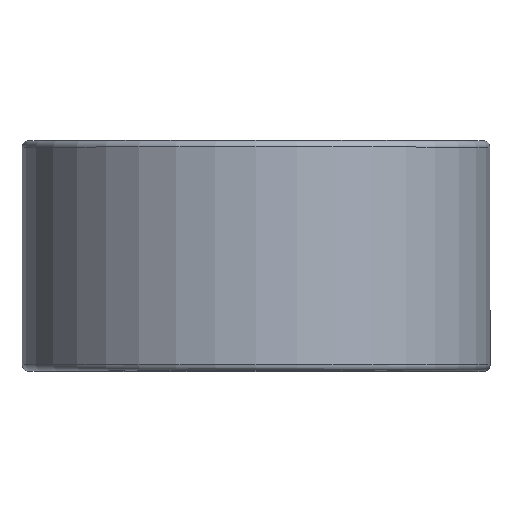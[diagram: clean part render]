
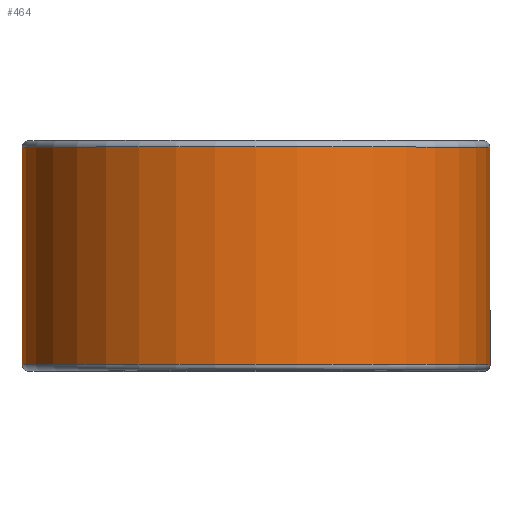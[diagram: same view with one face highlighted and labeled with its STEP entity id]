
A CAD part, top view. The second image highlights one B-rep face of the part: STEP entity #464.
In plain terms, the highlighted cylindrical face has radius 27.407 mm (diameter 54.813 mm), a partial arc.
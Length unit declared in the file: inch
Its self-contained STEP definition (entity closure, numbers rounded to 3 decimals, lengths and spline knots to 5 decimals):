
#90 = ORIENTED_EDGE ( 'NONE', *, *, #2371, .F. ) ;
#121 = ORIENTED_EDGE ( 'NONE', *, *, #726, .F. ) ;
#191 = VERTEX_POINT ( 'NONE', #922 ) ;
#293 = CIRCLE ( 'NONE', #1601, 1.079 ) ;
#296 = CARTESIAN_POINT ( 'NONE',  ( 0., 0.50125, -1.079 ) ) ;
#330 = LINE ( 'NONE', #1926, #989 ) ;
#464 = ADVANCED_FACE ( 'NONE', ( #2290 ), #2098, .T. ) ;
#502 = CIRCLE ( 'NONE', #1098, 1.079 ) ;
#726 = EDGE_CURVE ( 'NONE', #191, #1795, #293, .T. ) ;
#879 = CARTESIAN_POINT ( 'NONE',  ( 0., 0.50125, -1.079 ) ) ;
#922 = CARTESIAN_POINT ( 'NONE',  ( 1.079, -0.50125, 0. ) ) ;
#989 = VECTOR ( 'NONE', #1544, 39.37008 ) ;
#1074 = CARTESIAN_POINT ( 'NONE',  ( 0., 0.50125, 0. ) ) ;
#1085 = DIRECTION ( 'NONE',  ( 0., 1., 0. ) ) ;
#1098 = AXIS2_PLACEMENT_3D ( 'NONE', #1074, #2372, #1221 ) ;
#1221 = DIRECTION ( 'NONE',  ( 0., 0., -1. ) ) ;
#1245 = AXIS2_PLACEMENT_3D ( 'NONE', #1915, #2148, #2285 ) ;
#1544 = DIRECTION ( 'NONE',  ( 0., 1., 0. ) ) ;
#1601 = AXIS2_PLACEMENT_3D ( 'NONE', #1969, #1957, #1945 ) ;
#1716 = LINE ( 'NONE', #296, #2147 ) ;
#1795 = VERTEX_POINT ( 'NONE', #1812 ) ;
#1812 = CARTESIAN_POINT ( 'NONE',  ( 0., -0.50125, -1.079 ) ) ;
#1817 = ORIENTED_EDGE ( 'NONE', *, *, #2301, .T. ) ;
#1915 = CARTESIAN_POINT ( 'NONE',  ( 0., 0.5, 0. ) ) ;
#1926 = CARTESIAN_POINT ( 'NONE',  ( 1.079, 0.50125, 0. ) ) ;
#1937 = VERTEX_POINT ( 'NONE', #2050 ) ;
#1945 = DIRECTION ( 'NONE',  ( 0., 0., -1. ) ) ;
#1957 = DIRECTION ( 'NONE',  ( 0., -1., 0. ) ) ;
#1969 = CARTESIAN_POINT ( 'NONE',  ( 0., -0.50125, 0. ) ) ;
#2050 = CARTESIAN_POINT ( 'NONE',  ( 1.079, 0.50125, 0. ) ) ;
#2098 = CYLINDRICAL_SURFACE ( 'NONE', #1245, 1.079 ) ;
#2118 = ORIENTED_EDGE ( 'NONE', *, *, #2182, .T. ) ;
#2147 = VECTOR ( 'NONE', #1085, 39.37008 ) ;
#2148 = DIRECTION ( 'NONE',  ( 0., -1., 0. ) ) ;
#2171 = EDGE_LOOP ( 'NONE', ( #2118, #1817, #90, #121 ) ) ;
#2182 = EDGE_CURVE ( 'NONE', #191, #1937, #330, .T. ) ;
#2190 = VERTEX_POINT ( 'NONE', #879 ) ;
#2285 = DIRECTION ( 'NONE',  ( 0., 0., -1. ) ) ;
#2290 = FACE_OUTER_BOUND ( 'NONE', #2171, .T. ) ;
#2301 = EDGE_CURVE ( 'NONE', #1937, #2190, #502, .T. ) ;
#2371 = EDGE_CURVE ( 'NONE', #1795, #2190, #1716, .T. ) ;
#2372 = DIRECTION ( 'NONE',  ( 0., -1., 0. ) ) ;
